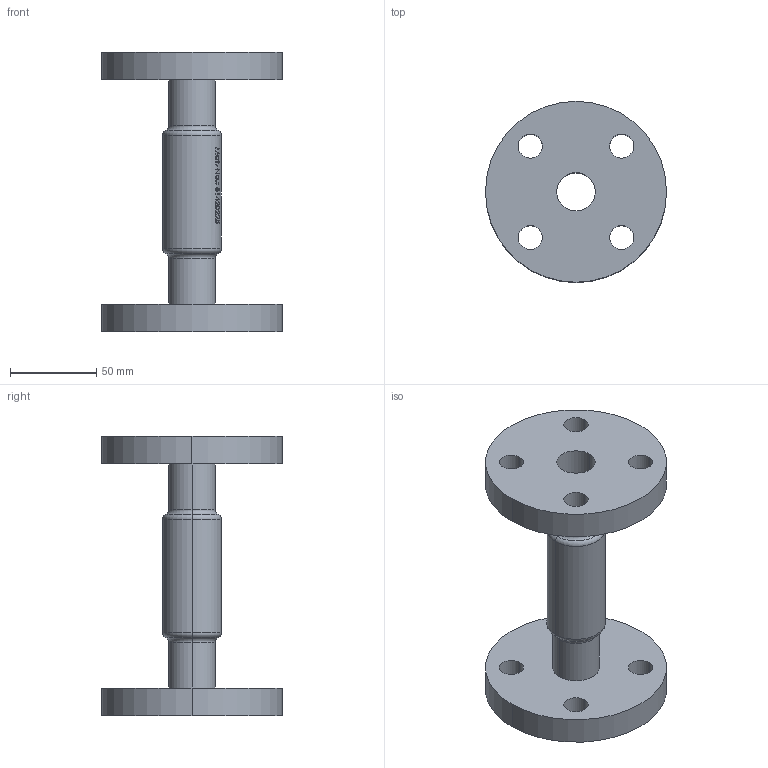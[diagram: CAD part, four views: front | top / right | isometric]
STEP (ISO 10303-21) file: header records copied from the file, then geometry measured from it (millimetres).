
FILE_DESCRIPTION (( 'STEP AP214' ), '1' );
FILE_NAME ('7120000_DN020_PN10_51420225.STEP', '2022-02-03T09:03:37', ( 'axxx' ), ( 'Hewlett-Packard Company' ), 'SwSTEP 2.0', 'SolidWorks 2019', '' );
FILE_SCHEMA (( 'AUTOMOTIVE_DESIGN' ));
Length unit declared in the file: millimetre
Products named in the file (1): 7120000_DN020_PN10_51420225
Bounding box: 105 x 105 x 162 mm (x, y, z)
Volume: 291794.2 mm3; surface area: 72627 mm2
Topology: 1 solids, 1 shells, 532 faces, 1437 edges, 954 vertices
Faces by surface type: plane 244, bspline 220, cylinder 60, torus 8
Entity records: 29524 total; most frequent: CARTESIAN_POINT 17677, ORIENTED_EDGE 2874, DIRECTION 1677, EDGE_CURVE 1437, VERTEX_POINT 954, VECTOR 765, LINE 765, EDGE_LOOP 597
